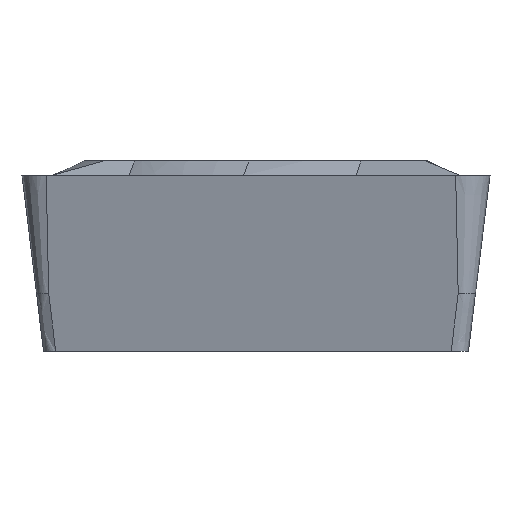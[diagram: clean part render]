
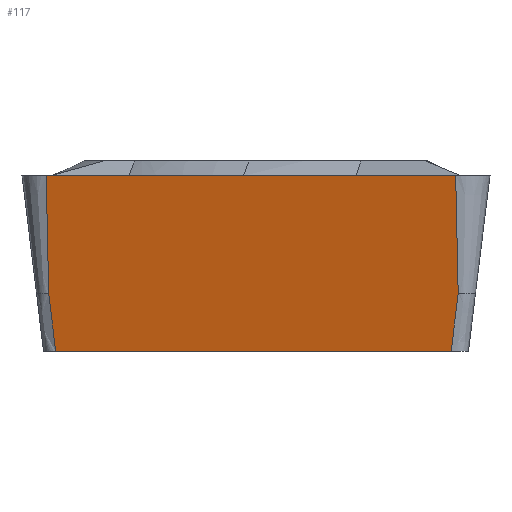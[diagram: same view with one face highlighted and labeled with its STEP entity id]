
A CAD part, front view. The second image highlights one B-rep face of the part: STEP entity #117.
In plain terms, the highlighted planar face has unit normal (-0.172, -0.978, -0.122).
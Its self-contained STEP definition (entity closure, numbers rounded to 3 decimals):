
#82=FACE_OUTER_BOUND('',#301,.T.);
#117=ADVANCED_FACE('',(#82),#140,.T.);
#140=PLANE('',#743);
#166=B_SPLINE_CURVE_WITH_KNOTS('',3,(#1074,#1075,#1076,#1077),
 .UNSPECIFIED.,.F.,.F.,(4,4),(0.,1.),.UNSPECIFIED.);
#168=B_SPLINE_CURVE_WITH_KNOTS('',3,(#1096,#1097,#1098,#1099),
 .UNSPECIFIED.,.F.,.F.,(4,4),(0.,1.),.UNSPECIFIED.);
#185=B_SPLINE_CURVE_WITH_KNOTS('',1,(#1446,#1447),.UNSPECIFIED.,.F.,.F.,
(2,2),(0.,1.),.UNSPECIFIED.);
#212=LINE('',#1246,#242);
#214=LINE('',#1252,#244);
#221=LINE('',#1442,#251);
#222=LINE('',#1444,#252);
#223=LINE('',#1449,#253);
#242=VECTOR('',#776,1.);
#244=VECTOR('',#782,1.);
#251=VECTOR('',#811,1.);
#252=VECTOR('',#812,1.);
#253=VECTOR('',#813,1.);
#301=EDGE_LOOP('',(#410,#411,#412,#413,#414,#415,#416,#417));
#410=ORIENTED_EDGE('',*,*,#627,.T.);
#411=ORIENTED_EDGE('',*,*,#664,.T.);
#412=ORIENTED_EDGE('',*,*,#665,.T.);
#413=ORIENTED_EDGE('',*,*,#666,.T.);
#414=ORIENTED_EDGE('',*,*,#667,.T.);
#415=ORIENTED_EDGE('',*,*,#645,.F.);
#416=ORIENTED_EDGE('',*,*,#629,.T.);
#417=ORIENTED_EDGE('',*,*,#642,.T.);
#551=VERTEX_POINT('',#1063);
#553=VERTEX_POINT('',#1073);
#554=VERTEX_POINT('',#1094);
#556=VERTEX_POINT('',#1100);
#566=VERTEX_POINT('',#1253);
#578=VERTEX_POINT('',#1443);
#579=VERTEX_POINT('',#1445);
#580=VERTEX_POINT('',#1448);
#627=EDGE_CURVE('',#551,#553,#166,.T.);
#629=EDGE_CURVE('',#556,#554,#168,.T.);
#642=EDGE_CURVE('',#554,#551,#212,.T.);
#645=EDGE_CURVE('',#556,#566,#214,.T.);
#664=EDGE_CURVE('',#553,#578,#221,.T.);
#665=EDGE_CURVE('',#578,#579,#222,.T.);
#666=EDGE_CURVE('',#579,#580,#185,.T.);
#667=EDGE_CURVE('',#580,#566,#223,.T.);
#743=AXIS2_PLACEMENT_3D('',#1450,#814,#815);
#776=DIRECTION('',(0.985,-0.174,0.));
#782=DIRECTION('',(-0.021,-0.12,0.993));
#811=DIRECTION('',(-0.021,-0.12,0.993));
#812=DIRECTION('',(-0.985,0.174,0.));
#813=DIRECTION('',(-0.985,0.174,0.));
#814=DIRECTION('',(-0.172,-0.977,-0.122));
#815=DIRECTION('',(-0.021,-0.12,0.993));
#1063=CARTESIAN_POINT('',(2.648,-3.394,-2.38));
#1073=CARTESIAN_POINT('',(2.743,-3.508,-1.604));
#1074=CARTESIAN_POINT('',(2.648,-3.394,-2.38));
#1075=CARTESIAN_POINT('',(2.68,-3.432,-2.121));
#1076=CARTESIAN_POINT('',(2.712,-3.47,-1.863));
#1077=CARTESIAN_POINT('',(2.743,-3.508,-1.604));
#1094=CARTESIAN_POINT('',(-2.718,-2.448,-2.38));
#1096=CARTESIAN_POINT('',(-2.813,-2.528,-1.604));
#1097=CARTESIAN_POINT('',(-2.781,-2.501,-1.863));
#1098=CARTESIAN_POINT('',(-2.749,-2.475,-2.121));
#1099=CARTESIAN_POINT('',(-2.718,-2.448,-2.38));
#1100=CARTESIAN_POINT('',(-2.813,-2.528,-1.604));
#1246=CARTESIAN_POINT('',(-2.796,-2.434,-2.38));
#1252=CARTESIAN_POINT('',(-2.847,-2.722,0.));
#1253=CARTESIAN_POINT('',(-2.847,-2.722,0.));
#1442=CARTESIAN_POINT('',(2.709,-3.702,0.));
#1443=CARTESIAN_POINT('',(2.709,-3.702,0.));
#1444=CARTESIAN_POINT('',(-2.847,-2.722,0.));
#1445=CARTESIAN_POINT('',(1.232,-3.441,0.));
#1446=CARTESIAN_POINT('',(1.232,-3.441,0.));
#1447=CARTESIAN_POINT('',(-0.245,-3.181,0.));
#1448=CARTESIAN_POINT('',(-0.245,-3.181,0.));
#1449=CARTESIAN_POINT('',(-2.847,-2.722,0.));
#1450=CARTESIAN_POINT('',(-2.847,-2.722,0.));
